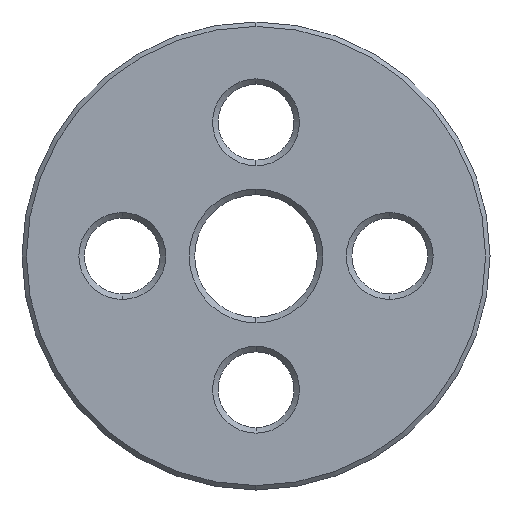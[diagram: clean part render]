
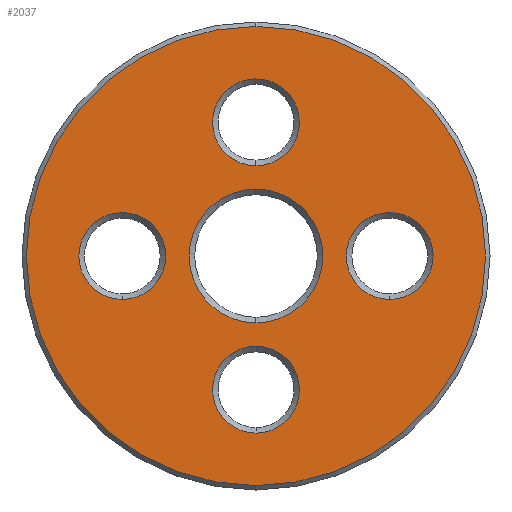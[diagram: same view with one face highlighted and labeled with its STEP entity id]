
A CAD part, left-side view. The second image highlights one B-rep face of the part: STEP entity #2037.
In plain terms, the highlighted planar face has unit normal (-1, 0, 0).
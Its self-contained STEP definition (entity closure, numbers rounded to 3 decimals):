
#39 = CARTESIAN_POINT ( 'NONE',  ( 124.801, -0.5, 0. ) ) ;
#79 = AXIS2_PLACEMENT_3D ( 'NONE', #1617, #304, #1804 ) ;
#92 = DIRECTION ( 'NONE',  ( 0., 0., -1. ) ) ;
#123 = DIRECTION ( 'NONE',  ( 0., 0., -1. ) ) ;
#129 = VERTEX_POINT ( 'NONE', #915 ) ;
#133 = DIRECTION ( 'NONE',  ( 1., 0., 0. ) ) ;
#140 = CIRCLE ( 'NONE', #1782, 3. ) ;
#176 = EDGE_CURVE ( 'NONE', #1846, #1124, #657, .T. ) ;
#196 = EDGE_CURVE ( 'NONE', #1118, #1962, #1415, .T. ) ;
#202 = DIRECTION ( 'NONE',  ( 0., 0., -1. ) ) ;
#208 = DIRECTION ( 'NONE',  ( 1., 0., 0. ) ) ;
#209 = CARTESIAN_POINT ( 'NONE',  ( 124.801, -0.5, 7.95 ) ) ;
#253 = CIRCLE ( 'NONE', #1530, 1.95 ) ;
#259 = DIRECTION ( 'NONE',  ( 0., 0., -1. ) ) ;
#265 = FACE_OUTER_BOUND ( 'NONE', #338, .T. ) ;
#287 = DIRECTION ( 'NONE',  ( 1., 0., 0. ) ) ;
#293 = VERTEX_POINT ( 'NONE', #841 ) ;
#304 = DIRECTION ( 'NONE',  ( 1., 0., 0. ) ) ;
#338 = EDGE_LOOP ( 'NONE', ( #1284, #1436 ) ) ;
#343 = VERTEX_POINT ( 'NONE', #1609 ) ;
#351 = CARTESIAN_POINT ( 'NONE',  ( 124.801, -0.5, 0. ) ) ;
#353 = AXIS2_PLACEMENT_3D ( 'NONE', #431, #133, #1595 ) ;
#365 = DIRECTION ( 'NONE',  ( 1., 0., 0. ) ) ;
#404 = VERTEX_POINT ( 'NONE', #1518 ) ;
#407 = EDGE_LOOP ( 'NONE', ( #900, #2113 ) ) ;
#414 = CARTESIAN_POINT ( 'NONE',  ( 124.801, -0.5, -4.05 ) ) ;
#419 = CARTESIAN_POINT ( 'NONE',  ( 124.801, -0.5, 0. ) ) ;
#425 = VERTEX_POINT ( 'NONE', #875 ) ;
#430 = DIRECTION ( 'NONE',  ( 1., 0., 0. ) ) ;
#431 = CARTESIAN_POINT ( 'NONE',  ( 124.801, -0.5, -6. ) ) ;
#444 = FACE_BOUND ( 'NONE', #407, .T. ) ;
#519 = AXIS2_PLACEMENT_3D ( 'NONE', #419, #1079, #259 ) ;
#530 = VERTEX_POINT ( 'NONE', #414 ) ;
#559 = DIRECTION ( 'NONE',  ( 0., 0., -1. ) ) ;
#573 = EDGE_CURVE ( 'NONE', #404, #129, #1006, .T. ) ;
#615 = AXIS2_PLACEMENT_3D ( 'NONE', #742, #287, #944 ) ;
#624 = CIRCLE ( 'NONE', #353, 1.95 ) ;
#657 = CIRCLE ( 'NONE', #868, 1.95 ) ;
#711 = EDGE_CURVE ( 'NONE', #1962, #1118, #1828, .T. ) ;
#723 = DIRECTION ( 'NONE',  ( 0., 0., -1. ) ) ;
#733 = CIRCLE ( 'NONE', #1455, 1.95 ) ;
#742 = CARTESIAN_POINT ( 'NONE',  ( 124.801, -3.3, 0. ) ) ;
#743 = EDGE_CURVE ( 'NONE', #425, #1934, #1891, .T. ) ;
#764 = AXIS2_PLACEMENT_3D ( 'NONE', #351, #1331, #1664 ) ;
#829 = DIRECTION ( 'NONE',  ( 0., 0., -1. ) ) ;
#841 = CARTESIAN_POINT ( 'NONE',  ( 124.801, -0.5, 3. ) ) ;
#853 = ORIENTED_EDGE ( 'NONE', *, *, #1812, .T. ) ;
#868 = AXIS2_PLACEMENT_3D ( 'NONE', #906, #1564, #92 ) ;
#875 = CARTESIAN_POINT ( 'NONE',  ( 124.801, 5.5, 1.95 ) ) ;
#885 = DIRECTION ( 'NONE',  ( 0., 0., -1. ) ) ;
#886 = EDGE_LOOP ( 'NONE', ( #853, #1793 ) ) ;
#900 = ORIENTED_EDGE ( 'NONE', *, *, #1521, .T. ) ;
#906 = CARTESIAN_POINT ( 'NONE',  ( 124.801, -0.5, 6. ) ) ;
#915 = CARTESIAN_POINT ( 'NONE',  ( 124.801, -6.5, 1.95 ) ) ;
#944 = DIRECTION ( 'NONE',  ( 0., 0., -1. ) ) ;
#1006 = CIRCLE ( 'NONE', #79, 1.95 ) ;
#1079 = DIRECTION ( 'NONE',  ( -1., 0., 0. ) ) ;
#1093 = CARTESIAN_POINT ( 'NONE',  ( 124.801, -0.5, 10.3 ) ) ;
#1118 = VERTEX_POINT ( 'NONE', #1553 ) ;
#1124 = VERTEX_POINT ( 'NONE', #209 ) ;
#1128 = CARTESIAN_POINT ( 'NONE',  ( 124.801, -0.5, -3. ) ) ;
#1140 = CARTESIAN_POINT ( 'NONE',  ( 124.801, 5.5, 0. ) ) ;
#1149 = AXIS2_PLACEMENT_3D ( 'NONE', #1194, #1841, #885 ) ;
#1180 = AXIS2_PLACEMENT_3D ( 'NONE', #1266, #430, #123 ) ;
#1182 = EDGE_CURVE ( 'NONE', #530, #343, #624, .T. ) ;
#1194 = CARTESIAN_POINT ( 'NONE',  ( 124.801, -0.5, 6. ) ) ;
#1263 = FACE_BOUND ( 'NONE', #1659, .T. ) ;
#1266 = CARTESIAN_POINT ( 'NONE',  ( 124.801, -0.5, -6. ) ) ;
#1279 = DIRECTION ( 'NONE',  ( 0., 0., -1. ) ) ;
#1280 = CIRCLE ( 'NONE', #1180, 1.95 ) ;
#1284 = ORIENTED_EDGE ( 'NONE', *, *, #196, .T. ) ;
#1331 = DIRECTION ( 'NONE',  ( -1., 0., 0. ) ) ;
#1346 = CARTESIAN_POINT ( 'NONE',  ( 124.801, -0.5, 0. ) ) ;
#1371 = EDGE_LOOP ( 'NONE', ( #2071, #1768 ) ) ;
#1415 = CIRCLE ( 'NONE', #519, 10.3 ) ;
#1436 = ORIENTED_EDGE ( 'NONE', *, *, #711, .T. ) ;
#1455 = AXIS2_PLACEMENT_3D ( 'NONE', #1679, #208, #1279 ) ;
#1485 = AXIS2_PLACEMENT_3D ( 'NONE', #1346, #1996, #559 ) ;
#1500 = DIRECTION ( 'NONE',  ( 1., 0., 0. ) ) ;
#1504 = ORIENTED_EDGE ( 'NONE', *, *, #1702, .T. ) ;
#1518 = CARTESIAN_POINT ( 'NONE',  ( 124.801, -6.5, -1.95 ) ) ;
#1521 = EDGE_CURVE ( 'NONE', #129, #404, #733, .T. ) ;
#1530 = AXIS2_PLACEMENT_3D ( 'NONE', #1140, #1500, #829 ) ;
#1546 = EDGE_CURVE ( 'NONE', #343, #530, #1280, .T. ) ;
#1553 = CARTESIAN_POINT ( 'NONE',  ( 124.801, -0.5, -10.3 ) ) ;
#1556 = ORIENTED_EDGE ( 'NONE', *, *, #1182, .T. ) ;
#1564 = DIRECTION ( 'NONE',  ( 1., 0., 0. ) ) ;
#1568 = EDGE_LOOP ( 'NONE', ( #1556, #1633 ) ) ;
#1578 = FACE_BOUND ( 'NONE', #1568, .T. ) ;
#1590 = FACE_BOUND ( 'NONE', #1371, .T. ) ;
#1595 = DIRECTION ( 'NONE',  ( 0., 0., -1. ) ) ;
#1609 = CARTESIAN_POINT ( 'NONE',  ( 124.801, -0.5, -7.95 ) ) ;
#1617 = CARTESIAN_POINT ( 'NONE',  ( 124.801, -6.5, 0. ) ) ;
#1633 = ORIENTED_EDGE ( 'NONE', *, *, #1546, .T. ) ;
#1659 = EDGE_LOOP ( 'NONE', ( #1753, #1504 ) ) ;
#1664 = DIRECTION ( 'NONE',  ( 0., 0., -1. ) ) ;
#1679 = CARTESIAN_POINT ( 'NONE',  ( 124.801, -6.5, 0. ) ) ;
#1702 = EDGE_CURVE ( 'NONE', #1934, #425, #253, .T. ) ;
#1722 = AXIS2_PLACEMENT_3D ( 'NONE', #2005, #365, #202 ) ;
#1753 = ORIENTED_EDGE ( 'NONE', *, *, #743, .T. ) ;
#1768 = ORIENTED_EDGE ( 'NONE', *, *, #1858, .T. ) ;
#1782 = AXIS2_PLACEMENT_3D ( 'NONE', #39, #2036, #723 ) ;
#1783 = VERTEX_POINT ( 'NONE', #1128 ) ;
#1793 = ORIENTED_EDGE ( 'NONE', *, *, #176, .T. ) ;
#1804 = DIRECTION ( 'NONE',  ( 0., 0., -1. ) ) ;
#1812 = EDGE_CURVE ( 'NONE', #1124, #1846, #2064, .T. ) ;
#1828 = CIRCLE ( 'NONE', #764, 10.3 ) ;
#1841 = DIRECTION ( 'NONE',  ( 1., 0., 0. ) ) ;
#1846 = VERTEX_POINT ( 'NONE', #2007 ) ;
#1857 = CIRCLE ( 'NONE', #1485, 3. ) ;
#1858 = EDGE_CURVE ( 'NONE', #1783, #293, #140, .T. ) ;
#1891 = CIRCLE ( 'NONE', #1722, 1.95 ) ;
#1898 = PLANE ( 'NONE',  #615 ) ;
#1905 = EDGE_CURVE ( 'NONE', #293, #1783, #1857, .T. ) ;
#1915 = FACE_BOUND ( 'NONE', #886, .T. ) ;
#1927 = CARTESIAN_POINT ( 'NONE',  ( 124.801, 5.5, -1.95 ) ) ;
#1934 = VERTEX_POINT ( 'NONE', #1927 ) ;
#1962 = VERTEX_POINT ( 'NONE', #1093 ) ;
#1996 = DIRECTION ( 'NONE',  ( 1., 0., 0. ) ) ;
#2005 = CARTESIAN_POINT ( 'NONE',  ( 124.801, 5.5, 0. ) ) ;
#2007 = CARTESIAN_POINT ( 'NONE',  ( 124.801, -0.5, 4.05 ) ) ;
#2036 = DIRECTION ( 'NONE',  ( 1., 0., 0. ) ) ;
#2037 = ADVANCED_FACE ( 'NONE', ( #1590, #265, #1578, #1263, #1915, #444 ), #1898, .F. ) ;
#2064 = CIRCLE ( 'NONE', #1149, 1.95 ) ;
#2071 = ORIENTED_EDGE ( 'NONE', *, *, #1905, .T. ) ;
#2113 = ORIENTED_EDGE ( 'NONE', *, *, #573, .T. ) ;
